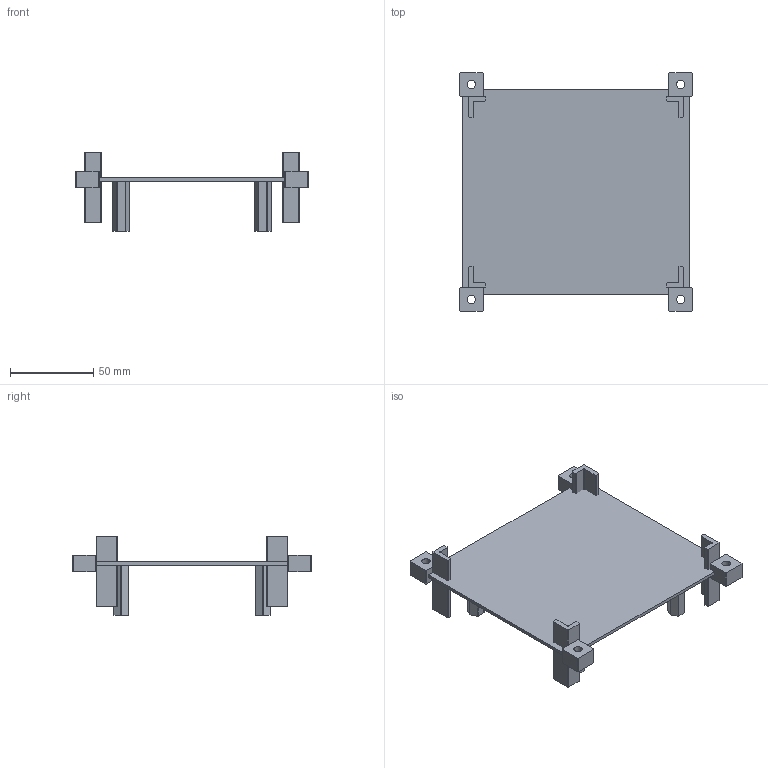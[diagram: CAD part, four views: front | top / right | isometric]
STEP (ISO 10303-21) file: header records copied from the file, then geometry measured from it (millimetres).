
FILE_DESCRIPTION(/* description */ (''),/* implementation_level */ '2;1');
FILE_NAME(/* name */ 'Midconnector 2 v5.step',/* time_stamp */ '2025-05-22T09:13:42+03:00',/* author */ (''),/* organization */ (''),/* preprocessor_version */ 'ST-DEVELOPER v20.1',/* originating_system */ 'Autodesk Translation Framework v14.4.0.0',/* authorisation */ '');
FILE_SCHEMA (('AUTOMOTIVE_DESIGN { 1 0 10303 214 3 1 1 }'));
Length unit declared in the file: millimetre
Products named in the file (1): Midconnector 2
Bounding box: 139.5 x 143 x 47 mm (x, y, z)
Volume: 56163 mm3; surface area: 51408 mm2
Topology: 5 solids, 5 shells, 220 faces, 594 edges, 396 vertices
Faces by surface type: plane 208, cylinder 12
Full cylindrical faces by diameter (mm): 4.5 x4, 5 x4
Entity records: 6827 total; most frequent: CARTESIAN_POINT 1211, ORIENTED_EDGE 1188, DIRECTION 1060, EDGE_CURVE 594, LINE 570, VECTOR 570, VERTEX_POINT 396, AXIS2_PLACEMENT_3D 245
